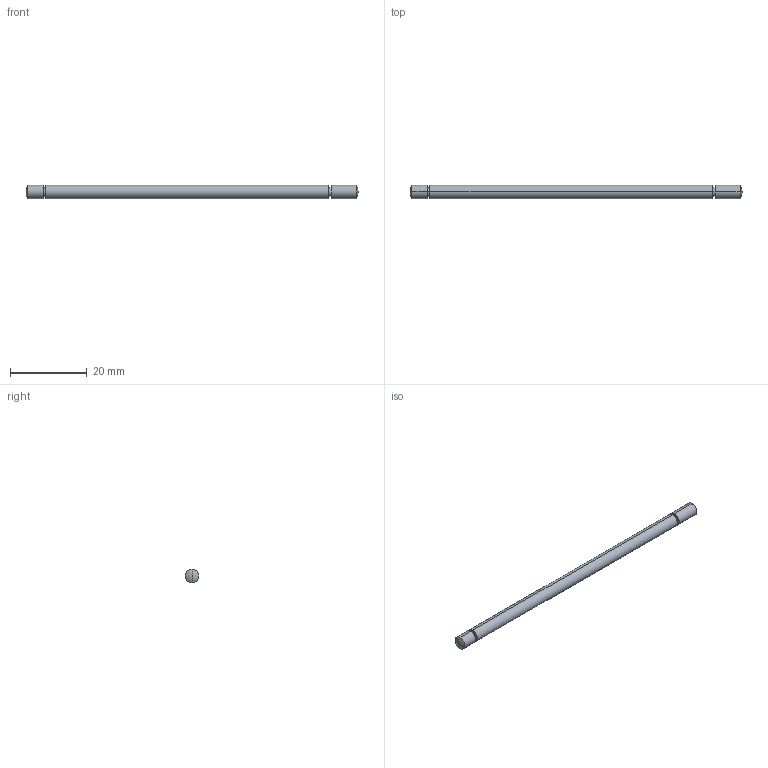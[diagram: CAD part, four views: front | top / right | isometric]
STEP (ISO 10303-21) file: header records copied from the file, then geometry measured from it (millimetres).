
FILE_DESCRIPTION (( 'STEP AP214' ), '1' );
FILE_NAME ('Operand Group - Carry Gears Axle 2.STEP', '2025-07-06T08:35:32', ( '' ), ( '' ), 'SwSTEP 2.0', 'SolidWorks 2025', '' );
FILE_SCHEMA (( 'AUTOMOTIVE_DESIGN' ));
Length unit declared in the file: millimetre
Products named in the file (1): Operand Group - Carry Gears Axle 2
Bounding box: 86.48 x 3.45 x 3.45 mm (x, y, z)
Volume: 796.3 mm3; surface area: 963.6 mm2
Topology: 1 solids, 1 shells, 18 faces, 32 edges, 20 vertices
Faces by surface type: cylinder 10, sphere 4, plane 4
Entity records: 480 total; most frequent: DIRECTION 92, CARTESIAN_POINT 71, ORIENTED_EDGE 64, AXIS2_PLACEMENT_3D 41, EDGE_CURVE 32, EDGE_LOOP 22, CIRCLE 22, VERTEX_POINT 20
